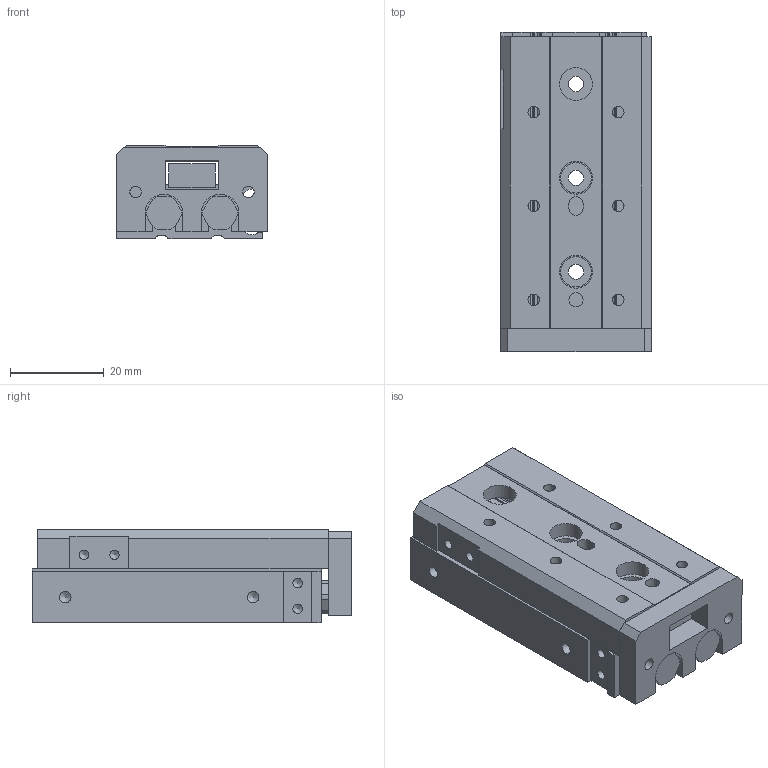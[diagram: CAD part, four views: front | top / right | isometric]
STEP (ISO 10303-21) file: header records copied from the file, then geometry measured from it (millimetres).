
FILE_DESCRIPTION(/* description */ ('Unknown'),/* implementation_level */ '2;1');
FILE_NAME(/* name */ '滑台气缸-HMXS系列-缸径6',/* time_stamp */ '2023-11-22T08:58:17+08:00',/* author */ ('Unknown'),/* organization */ ('Unknown'),/* preprocessor_version */ 'ST-DEVELOPER v16.7',/* originating_system */ 'Nex3D',/* authorisation */ 'Unknown');
FILE_SCHEMA (('AUTOMOTIVE_DESIGN {1 0 10303 214 3 1 1}'));
Length unit declared in the file: millimetre
Products named in the file (3): ｻｬﾌｨﾆﾗ-HMXSﾏｵ; ��4�g; 賑盬
Assembly tree (2 placements, depth 2):
  ｻｬﾌｨﾆﾗ-HMXSﾏｵ
    ��4�g
    賑盬
Bounding box: 32 x 68 x 20 mm (x, y, z)
Volume: 30810.7 mm3; surface area: 20419.6 mm2
Topology: 6 solids, 6 shells, 252 faces, 683 edges, 457 vertices
Faces by surface type: plane 144, cylinder 98, cone 10
Full cylindrical faces by diameter (mm): 2.013 x8, 2.459 x16, 3 x1, 3.2 x2, 3.242 x6, 4.5 x2, 6 x4, 6.5 x2, 7 x3, 8 x2
Entity records: 8797 total; most frequent: DIRECTION 1290, CARTESIAN_POINT 1281, ORIENTED_EDGE 1186, EDGE_CURVE 593, AXIS2_PLACEMENT_3D 442, VERTEX_POINT 433, LINE 406, VECTOR 406
